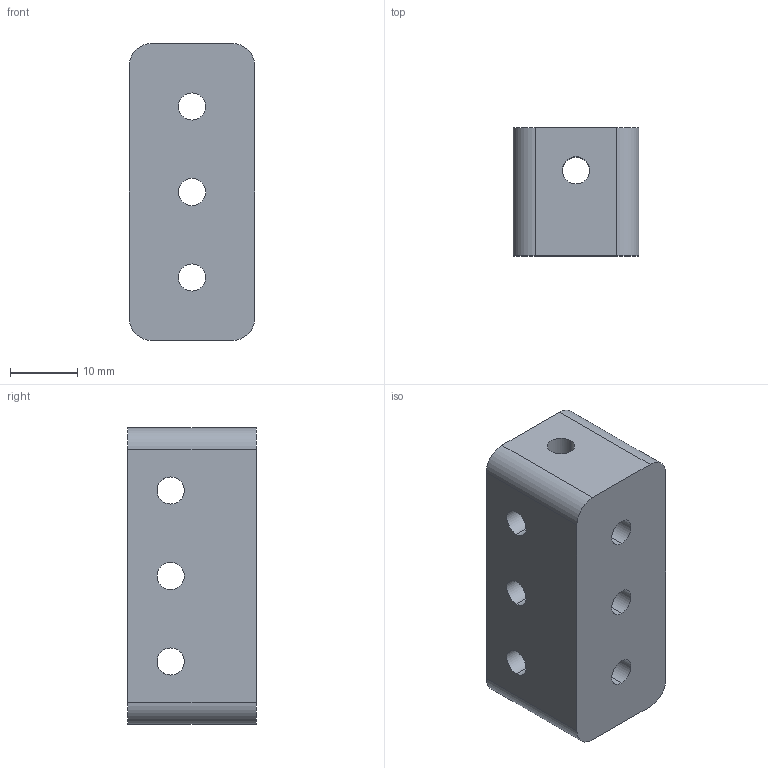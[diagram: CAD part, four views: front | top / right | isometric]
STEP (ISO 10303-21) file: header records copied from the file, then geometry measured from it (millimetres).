
FILE_DESCRIPTION (( 'STEP AP203' ), '1' );
FILE_NAME ('am-4762 Tube Plug for 2x1x.125.STEP', '2023-05-12T15:34:02', ( '' ), ( '' ), 'SwSTEP 2.0', 'SolidWorks 2022', '' );
FILE_SCHEMA (( 'CONFIG_CONTROL_DESIGN' ));
Length unit declared in the file: inch
Products named in the file (1): am-4762 Tube Plug for 2x1x.125
Bounding box: 18.67 x 19.05 x 44.07 mm (x, y, z)
Volume: 10444 mm3; surface area: 5460.5 mm2
Topology: 1 solids, 1 shells, 43 faces, 138 edges, 92 vertices
Faces by surface type: cylinder 30, plane 13
Entity records: 1771 total; most frequent: CARTESIAN_POINT 402, ORIENTED_EDGE 276, DIRECTION 270, EDGE_CURVE 138, AXIS2_PLACEMENT_3D 104, VERTEX_POINT 92, LINE 62, VECTOR 62
